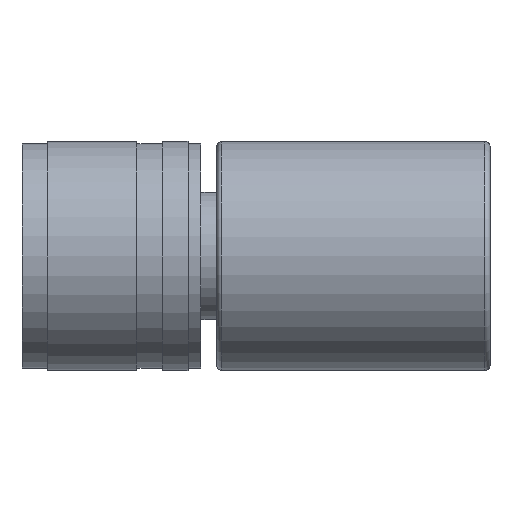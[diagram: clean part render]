
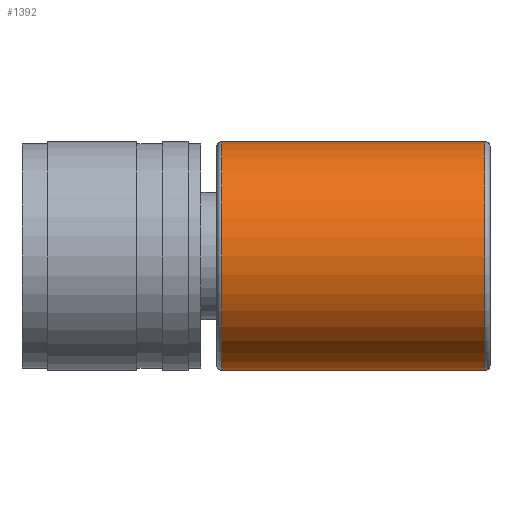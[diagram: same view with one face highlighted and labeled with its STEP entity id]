
A CAD part, front view. The second image highlights one B-rep face of the part: STEP entity #1392.
In plain terms, the highlighted cylindrical face has radius 4.5 mm (diameter 9 mm), a partial arc.
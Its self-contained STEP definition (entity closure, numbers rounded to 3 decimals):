
#87=LINE('',#2274,#148);
#88=LINE('',#2276,#149);
#148=VECTOR('',#1767,10.3);
#149=VECTOR('',#1770,10.3);
#348=FACE_OUTER_BOUND('',#462,.T.);
#462=EDGE_LOOP('',(#1199,#1200,#1201,#1202));
#536=CIRCLE('',#1470,4.5);
#545=CIRCLE('',#1484,4.5);
#608=VERTEX_POINT('',#2081);
#610=VERTEX_POINT('',#2087);
#620=VERTEX_POINT('',#2137);
#622=VERTEX_POINT('',#2143);
#744=EDGE_CURVE('',#608,#610,#536,.T.);
#759=EDGE_CURVE('',#622,#620,#545,.T.);
#777=EDGE_CURVE('',#622,#610,#87,.T.);
#778=EDGE_CURVE('',#620,#608,#88,.T.);
#1199=ORIENTED_EDGE('',*,*,#759,.F.);
#1200=ORIENTED_EDGE('',*,*,#777,.T.);
#1201=ORIENTED_EDGE('',*,*,#744,.F.);
#1202=ORIENTED_EDGE('',*,*,#778,.F.);
#1272=CYLINDRICAL_SURFACE('',#1546,4.5);
#1392=ADVANCED_FACE('',(#348),#1272,.T.);
#1470=AXIS2_PLACEMENT_3D('',#2091,#1709,#1710);
#1484=AXIS2_PLACEMENT_3D('',#2145,#1741,#1742);
#1546=AXIS2_PLACEMENT_3D('',#2807,#1911,#1912);
#1709=DIRECTION('center_axis',(1.,0.,0.));
#1710=DIRECTION('ref_axis',(0.,-1.,0.));
#1741=DIRECTION('center_axis',(-1.,0.,0.));
#1742=DIRECTION('ref_axis',(0.,-1.,0.));
#1767=DIRECTION('',(1.,0.,0.));
#1770=DIRECTION('',(1.,0.,0.));
#1911=DIRECTION('center_axis',(1.,0.,0.));
#1912=DIRECTION('ref_axis',(0.,0.,-1.));
#2081=CARTESIAN_POINT('',(18.124,0.424,4.48));
#2087=CARTESIAN_POINT('',(18.124,0.424,-4.48));
#2091=CARTESIAN_POINT('Origin',(18.124,0.,0.));
#2137=CARTESIAN_POINT('',(7.824,0.424,4.48));
#2143=CARTESIAN_POINT('',(7.824,0.424,-4.48));
#2145=CARTESIAN_POINT('Origin',(7.824,0.,0.));
#2274=CARTESIAN_POINT('',(7.624,0.424,-4.48));
#2276=CARTESIAN_POINT('',(7.624,0.424,4.48));
#2807=CARTESIAN_POINT('Origin',(7.624,0.,0.));
